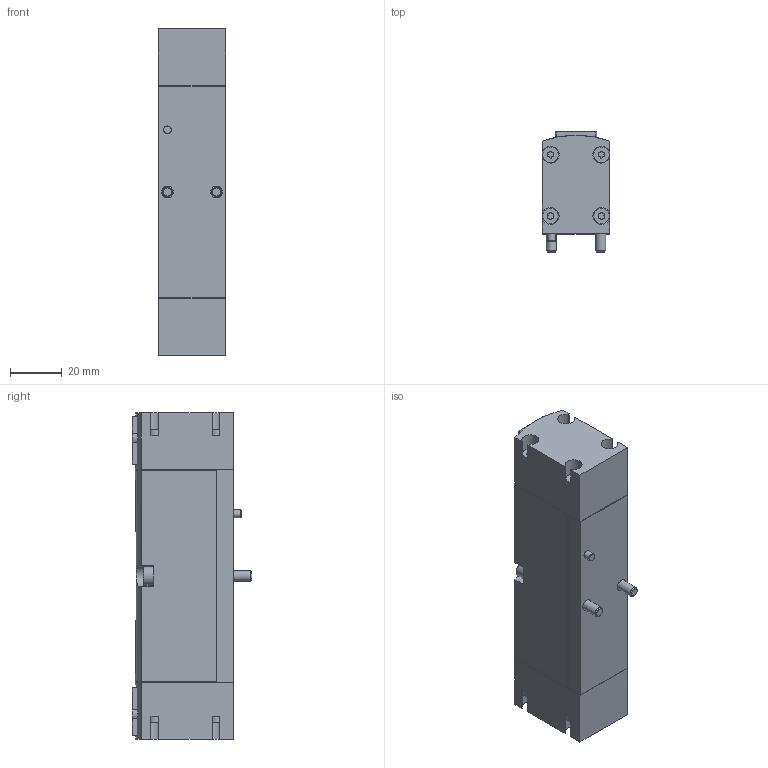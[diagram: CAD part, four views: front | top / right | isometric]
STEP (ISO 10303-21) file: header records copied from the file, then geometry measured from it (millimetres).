
FILE_DESCRIPTION(/* description */ ('STEP AP214'),/* implementation_level */ '2;1');
FILE_NAME(/* name */ '546733_VSVA-B-T32U-A-A1-P1',/* time_stamp */ '2024-09-17T10:28:28+02:00',/* author */ ('License CC BY-ND 4.0'),/* organization */ ('CADENAS'),/* preprocessor_version */ 'ST-DEVELOPER v19.3',/* originating_system */ 'PARTsolutions',/* authorisation */ ' ');
FILE_SCHEMA (('AUTOMOTIVE_DESIGN {1 0 10303 214 3 1 1}'));
Length unit declared in the file: millimetre
Products named in the file (1): 546733 VSVA-B-T32U-A-A1-P1
Bounding box: 26 x 46.3 x 126.2 mm (x, y, z)
Volume: 120135.8 mm3; surface area: 22134.6 mm2
Topology: 1 solids, 1 shells, 315 faces, 820 edges, 544 vertices
Faces by surface type: cylinder 160, plane 144, cone 11
Full cylindrical faces by diameter (mm): 1.8 x6, 2.459 x4, 3 x1, 4 x2, 4.5 x2, 6 x8, 7 x2
Entity records: 11753 total; most frequent: DIRECTION 1720, CARTESIAN_POINT 1698, ORIENTED_EDGE 1546, EDGE_CURVE 773, AXIS2_PLACEMENT_3D 649, VERTEX_POINT 533, LINE 422, VECTOR 422
